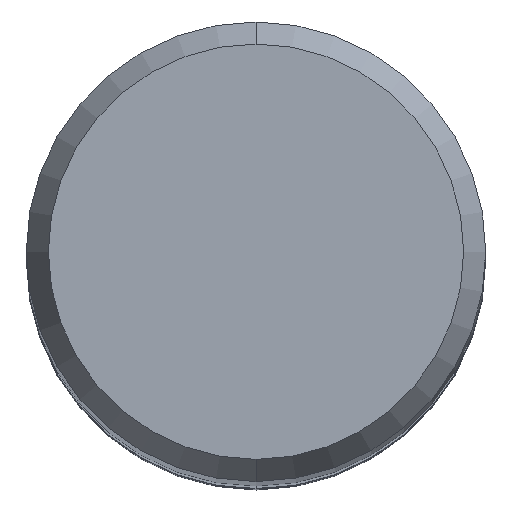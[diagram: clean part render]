
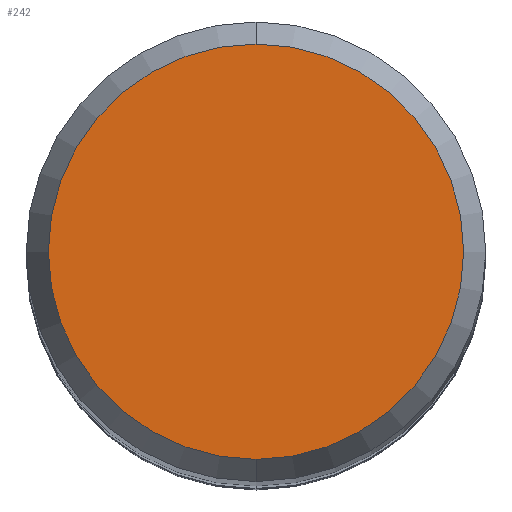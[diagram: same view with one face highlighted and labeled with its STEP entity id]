
A CAD part, top view. The second image highlights one B-rep face of the part: STEP entity #242.
In plain terms, the highlighted planar face has unit normal (0, 0, 1).
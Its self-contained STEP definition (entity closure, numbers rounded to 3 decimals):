
#190=VERTEX_POINT('',#519);
#192=VERTEX_POINT('',#521);
#242=ADVANCED_FACE('',(#576),#577,.T.);
#296=EDGE_CURVE('',#190,#192,#635,.T.);
#490=EDGE_CURVE('',#192,#190,#853,.T.);
#519=CARTESIAN_POINT('',(0.0,4.304,0.0));
#521=CARTESIAN_POINT('',(0.,-4.304,0.0));
#576=FACE_OUTER_BOUND('',#958,.T.);
#577=PLANE('',#959);
#635=CIRCLE('',#1128,4.304);
#853=CIRCLE('',#1557,4.304);
#958=EDGE_LOOP('',(#1621,#1622));
#959=AXIS2_PLACEMENT_3D('',#1623,#1624,#1625);
#1128=AXIS2_PLACEMENT_3D('',#1679,#1680,#1681);
#1557=AXIS2_PLACEMENT_3D('',#1942,#1943,#1944);
#1621=ORIENTED_EDGE('',*,*,#296,.F.);
#1622=ORIENTED_EDGE('',*,*,#490,.F.);
#1623=CARTESIAN_POINT('',(0.0,2.152,0.0));
#1624=DIRECTION('',(-0.0,0.0,1.0));
#1625=DIRECTION('',(0.0,-1.0,0.0));
#1679=CARTESIAN_POINT('',(0.0,0.0,0.0));
#1680=DIRECTION('',(0.0,0.0,-1.0));
#1681=DIRECTION('',(0.0,1.0,0.0));
#1942=CARTESIAN_POINT('',(0.0,0.0,0.0));
#1943=DIRECTION('',(0.0,0.0,-1.0));
#1944=DIRECTION('',(0.0,1.0,0.0));
